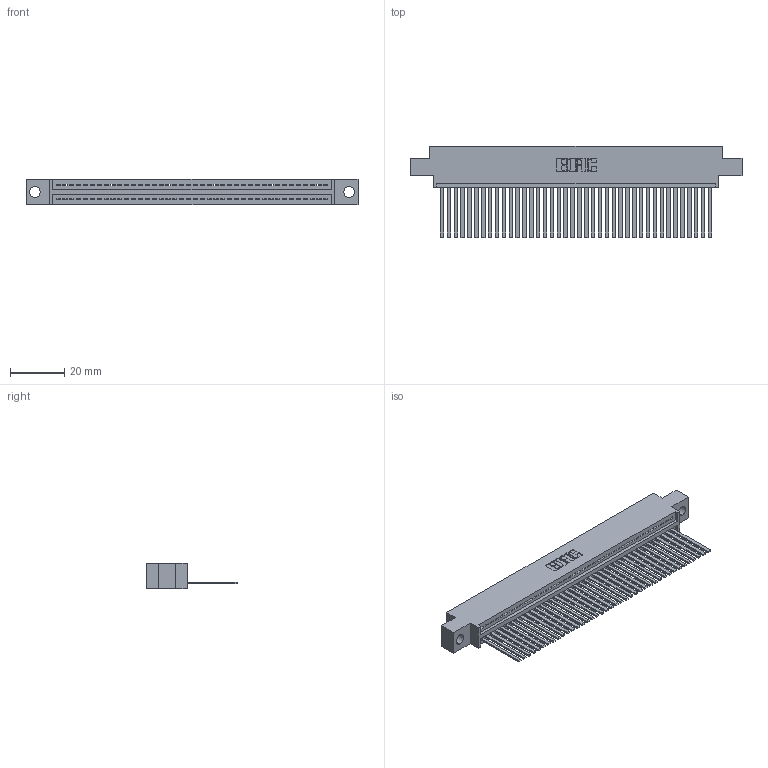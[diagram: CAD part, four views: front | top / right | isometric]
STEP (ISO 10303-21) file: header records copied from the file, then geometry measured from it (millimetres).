
FILE_DESCRIPTION (( 'STEP AP203' ), '1' );
FILE_NAME ('395-040-544-604.STEP', '2018-11-14T21:15:35', ( '' ), ( '' ), 'SwSTEP 2.0', 'SolidWorks 2016', '' );
FILE_SCHEMA (( 'CONFIG_CONTROL_DESIGN' ));
Length unit declared in the file: inch
Products named in the file (3): 395-040-544-604; 345 Part_0.170 Offset - 0.156 Dia-TH; 345-292-001_345-293-144
Assembly tree (41 placements, depth 2):
  395-040-544-604
    345 Part_0.170 Offset - 0.156 Dia-TH
    345-292-001_345-293-144  x40
Bounding box: 122.81 x 33.96 x 9.4 mm (x, y, z)
Volume: 11910.2 mm3; surface area: 17126.4 mm2
Topology: 41 solids, 41 shells, 2210 faces, 6673 edges, 4394 vertices
Faces by surface type: plane 1524, cylinder 686
Entity records: 30325 total; most frequent: CARTESIAN_POINT 5260, ORIENTED_EDGE 5234, DIRECTION 4593, EDGE_CURVE 2617, VECTOR 2329, LINE 2329, VERTEX_POINT 1742, AXIS2_PLACEMENT_3D 1132
